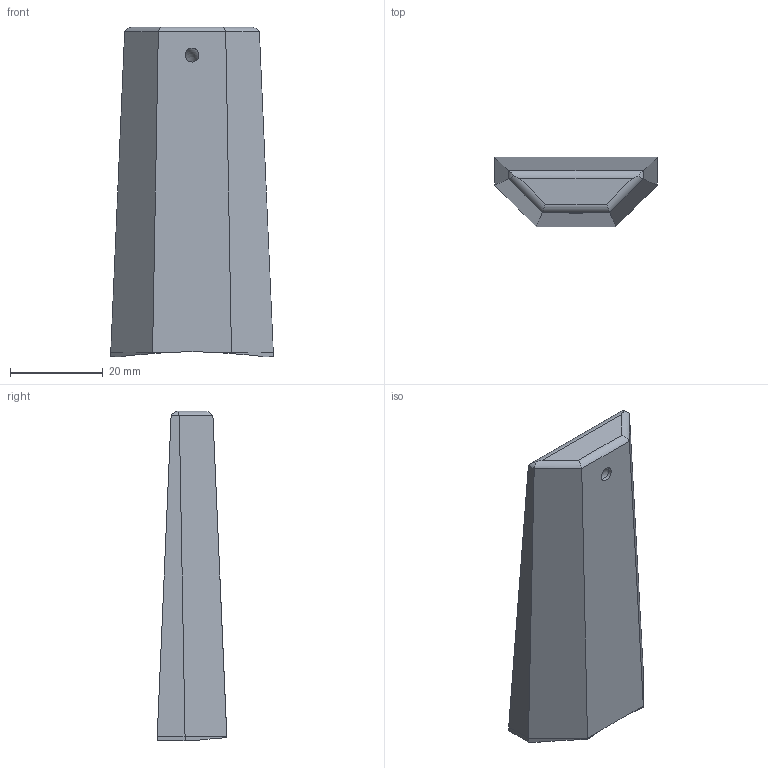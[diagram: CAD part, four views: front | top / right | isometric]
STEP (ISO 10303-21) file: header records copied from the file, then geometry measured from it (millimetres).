
FILE_DESCRIPTION(/* description */ (''),/* implementation_level */ '2;1');
FILE_NAME(/* name */ 'Surtidor.stp',/* time_stamp */ '2020-11-04T14:13:05-06:00',/* author */ ('aaron'),/* organization */ (''),/* preprocessor_version */ 'ST-DEVELOPER v18',/* originating_system */ 'Autodesk Inventor 2020',/* authorisation */ '');
FILE_SCHEMA (('AUTOMOTIVE_DESIGN { 1 0 10303 214 3 1 1 }'));
Length unit declared in the file: millimetre
Products named in the file (1): Surtidor
Bounding box: 35 x 15 x 71 mm (x, y, z)
Volume: 21645.1 mm3; surface area: 6807.5 mm2
Topology: 1 solids, 1 shells, 29 faces, 70 edges, 44 vertices
Faces by surface type: plane 18, cylinder 10, torus 1
Full cylindrical faces by diameter (mm): 3 x2, 9 x1
Entity records: 924 total; most frequent: CARTESIAN_POINT 178, DIRECTION 159, ORIENTED_EDGE 140, EDGE_CURVE 70, AXIS2_PLACEMENT_3D 61, VERTEX_POINT 44, LINE 37, VECTOR 37
